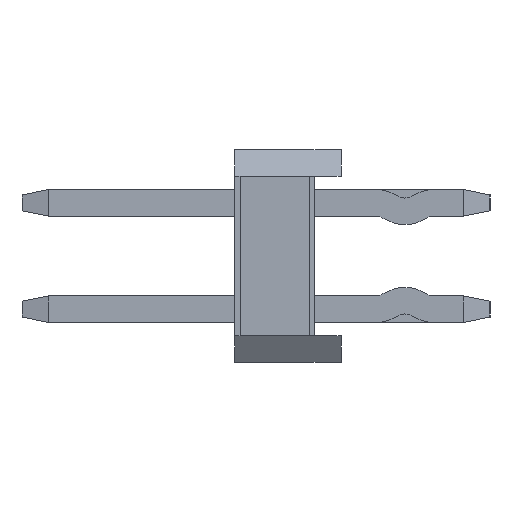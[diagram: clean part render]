
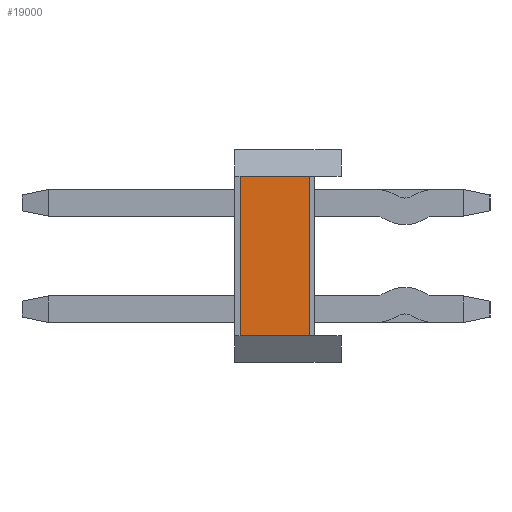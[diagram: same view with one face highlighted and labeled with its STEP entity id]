
A CAD part, left-side view. The second image highlights one B-rep face of the part: STEP entity #19000.
In plain terms, the highlighted planar face has unit normal (-1, 0, 0).
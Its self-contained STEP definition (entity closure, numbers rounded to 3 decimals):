
#9778=CARTESIAN_POINT('',(-1.,1.9,1.5));
#9779=VERTEX_POINT('',#9778);
#9787=CARTESIAN_POINT('',(-1.,1.9,-1.5));
#9788=VERTEX_POINT('',#9787);
#9795=CARTESIAN_POINT('',(-1.,1.9,-1.5));
#9796=DIRECTION('',(0.,0.,1.));
#9797=VECTOR('',#9796,3.);
#9798=LINE('',#9795,#9797);
#9799=EDGE_CURVE('',#9788,#9779,#9798,.T.);
#10160=CARTESIAN_POINT('',(-1.,0.6,-1.5));
#10161=VERTEX_POINT('',#10160);
#10169=CARTESIAN_POINT('',(-1.,0.6,1.5));
#10170=VERTEX_POINT('',#10169);
#10177=CARTESIAN_POINT('',(-1.,0.6,1.5));
#10178=DIRECTION('',(0.,0.,-1.));
#10179=VECTOR('',#10178,3.);
#10180=LINE('',#10177,#10179);
#10181=EDGE_CURVE('',#10170,#10161,#10180,.T.);
#18979=CARTESIAN_POINT('',(-1.,0.,-2.));
#18980=DIRECTION('',(0.,0.,1.));
#18981=DIRECTION('',(-1.,0.,0.));
#18982=AXIS2_PLACEMENT_3D('',#18979,#18981,#18980);
#18983=PLANE('',#18982);
#18984=CARTESIAN_POINT('',(-1.,0.6,1.5));
#18985=DIRECTION('',(0.,1.,0.));
#18986=VECTOR('',#18985,1.3);
#18987=LINE('',#18984,#18986);
#18988=EDGE_CURVE('',#10170,#9779,#18987,.T.);
#18989=ORIENTED_EDGE('',*,*,#18988,.T.);
#18990=ORIENTED_EDGE('',*,*,#9799,.F.);
#18991=CARTESIAN_POINT('',(-1.,1.9,-1.5));
#18992=DIRECTION('',(0.,-1.,0.));
#18993=VECTOR('',#18992,1.3);
#18994=LINE('',#18991,#18993);
#18995=EDGE_CURVE('',#9788,#10161,#18994,.T.);
#18996=ORIENTED_EDGE('',*,*,#18995,.T.);
#18997=ORIENTED_EDGE('',*,*,#10181,.F.);
#18998=EDGE_LOOP('',(#18989,#18990,#18996,#18997));
#18999=FACE_OUTER_BOUND('',#18998,.T.);
#19000=ADVANCED_FACE('',(#18999),#18983,.T.);
